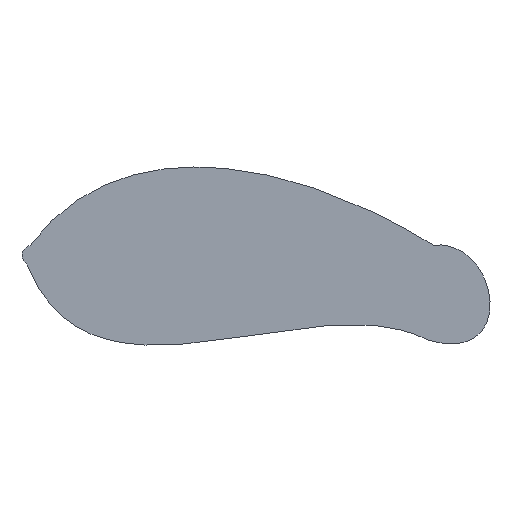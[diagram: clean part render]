
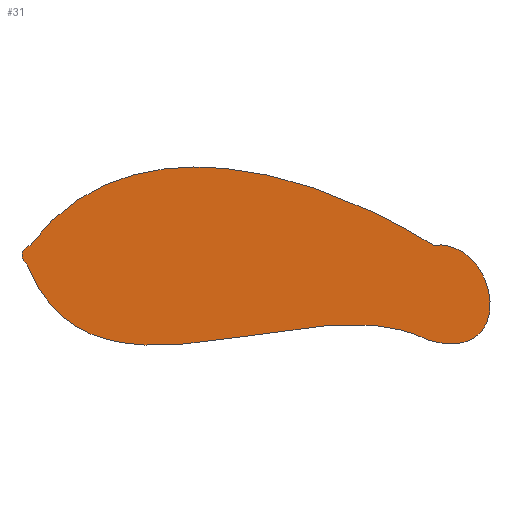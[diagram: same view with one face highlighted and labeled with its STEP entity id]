
A CAD part, top view. The second image highlights one B-rep face of the part: STEP entity #31.
In plain terms, the highlighted planar face has unit normal (0, 0, -1).
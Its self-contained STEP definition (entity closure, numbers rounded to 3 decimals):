
#2 = DIRECTION ( 'NONE',  ( 1., 0., 0. ) ) ;
#8 = PLANE ( 'NONE',  #23 ) ;
#9 = CARTESIAN_POINT ( 'NONE',  ( -57.264, 9.696, 0. ) ) ;
#13 = CARTESIAN_POINT ( 'NONE',  ( -59.648, 8.415, 0. ) ) ;
#14 = CARTESIAN_POINT ( 'NONE',  ( 39.63, -13.386, 0. ) ) ;
#15 = CARTESIAN_POINT ( 'NONE',  ( 41.066, 9.696, 0. ) ) ;
#19 = CARTESIAN_POINT ( 'NONE',  ( 41.066, 9.696, 0. ) ) ;
#21 = CARTESIAN_POINT ( 'NONE',  ( -57.264, 9.696, 0. ) ) ;
#23 = AXIS2_PLACEMENT_3D ( 'NONE', #114, #83, #2 ) ;
#28 = VERTEX_POINT ( 'NONE', #19 ) ;
#30 = CARTESIAN_POINT ( 'NONE',  ( -57.969, 4.813, 0. ) ) ;
#31 = ADVANCED_FACE ( 'NONE', ( #96 ), #8, .T. ) ;
#33 = CARTESIAN_POINT ( 'NONE',  ( 39.63, -13.386, 0. ) ) ;
#34 = CARTESIAN_POINT ( 'NONE',  ( -59.883, 6.788, 0. ) ) ;
#36 = B_SPLINE_CURVE_WITH_KNOTS ( 'NONE', 3,
 ( #15, #64, #73, #85 ),
 .UNSPECIFIED., .F., .F.,
 ( 4, 4 ),
 ( 0., 1. ),
 .UNSPECIFIED. ) ;
#39 = EDGE_LOOP ( 'NONE', ( #50, #99, #69, #118 ) ) ;
#40 = CARTESIAN_POINT ( 'NONE',  ( 13.058, 27.475, 0. ) ) ;
#45 = CARTESIAN_POINT ( 'NONE',  ( 10.659, 1.428, 0. ) ) ;
#47 = B_SPLINE_CURVE_WITH_KNOTS ( 'NONE', 3,
 ( #9, #70, #40, #131 ),
 .UNSPECIFIED., .F., .F.,
 ( 4, 4 ),
 ( 0., 1. ),
 .UNSPECIFIED. ) ;
#50 = ORIENTED_EDGE ( 'NONE', *, *, #100, .T. ) ;
#52 = B_SPLINE_CURVE_WITH_KNOTS ( 'NONE', 3,
 ( #63, #103, #45, #14 ),
 .UNSPECIFIED., .F., .F.,
 ( 4, 4 ),
 ( 0., 1. ),
 .UNSPECIFIED. ) ;
#59 = VERTEX_POINT ( 'NONE', #33 ) ;
#63 = CARTESIAN_POINT ( 'NONE',  ( -57.969, 4.813, 0. ) ) ;
#64 = CARTESIAN_POINT ( 'NONE',  ( 57.11, 11.418, 0. ) ) ;
#69 = ORIENTED_EDGE ( 'NONE', *, *, #79, .F. ) ;
#70 = CARTESIAN_POINT ( 'NONE',  ( -32.951, 41.793, 0. ) ) ;
#73 = CARTESIAN_POINT ( 'NONE',  ( 62.472, -20.286, 0. ) ) ;
#79 = EDGE_CURVE ( 'NONE', #92, #59, #52, .T. ) ;
#83 = DIRECTION ( 'NONE',  ( 0., 0., -1. ) ) ;
#85 = CARTESIAN_POINT ( 'NONE',  ( 39.63, -13.386, 0. ) ) ;
#86 = CARTESIAN_POINT ( 'NONE',  ( -57.264, 9.696, 0. ) ) ;
#92 = VERTEX_POINT ( 'NONE', #123 ) ;
#96 = FACE_OUTER_BOUND ( 'NONE', #39, .T. ) ;
#99 = ORIENTED_EDGE ( 'NONE', *, *, #120, .T. ) ;
#100 = EDGE_CURVE ( 'NONE', #130, #28, #47, .T. ) ;
#103 = CARTESIAN_POINT ( 'NONE',  ( -41.615, -35.435, 0. ) ) ;
#108 = EDGE_CURVE ( 'NONE', #130, #92, #125, .T. ) ;
#114 = CARTESIAN_POINT ( 'NONE',  ( -57.264, 9.696, 0. ) ) ;
#118 = ORIENTED_EDGE ( 'NONE', *, *, #108, .F. ) ;
#120 = EDGE_CURVE ( 'NONE', #28, #59, #36, .T. ) ;
#123 = CARTESIAN_POINT ( 'NONE',  ( -57.969, 4.813, 0. ) ) ;
#125 = B_SPLINE_CURVE_WITH_KNOTS ( 'NONE', 3,
 ( #21, #13, #34, #30 ),
 .UNSPECIFIED., .F., .F.,
 ( 4, 4 ),
 ( 0., 1. ),
 .UNSPECIFIED. ) ;
#130 = VERTEX_POINT ( 'NONE', #86 ) ;
#131 = CARTESIAN_POINT ( 'NONE',  ( 41.066, 9.696, 0. ) ) ;
